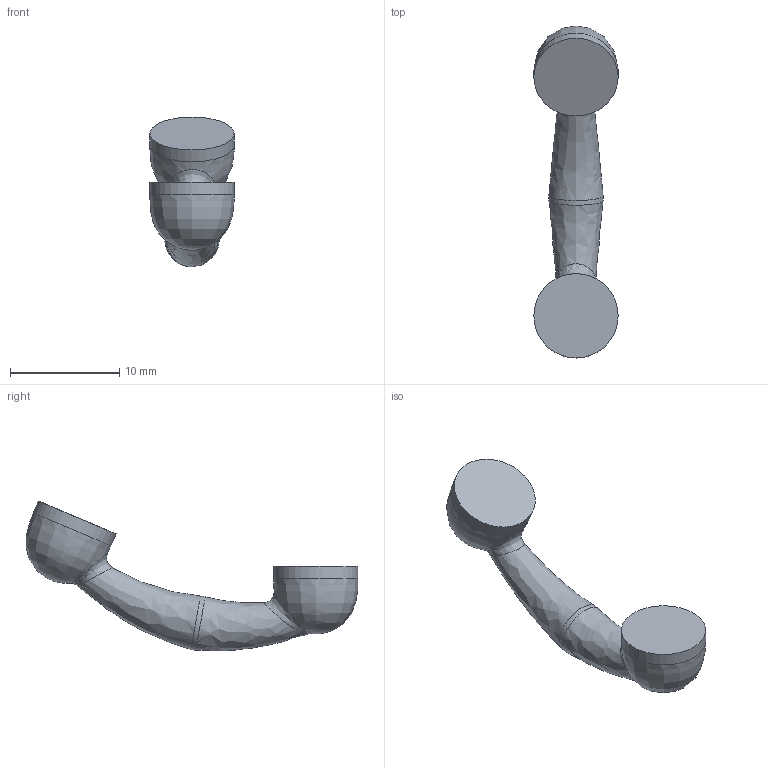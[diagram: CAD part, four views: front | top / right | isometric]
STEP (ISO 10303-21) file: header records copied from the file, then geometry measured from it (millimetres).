
FILE_DESCRIPTION(/* description */ (''),/* implementation_level */ '2;1');
FILE_NAME(/* name */ 'sluchatko v3.step',/* time_stamp */ '2022-10-05T11:22:42+02:00',/* author */ (''),/* organization */ (''),/* preprocessor_version */ 'ST-DEVELOPER v19',/* originating_system */ 'Autodesk Translation Framework v11.7.0.108',/* authorisation */ '');
FILE_SCHEMA (('AUTOMOTIVE_DESIGN { 1 0 10303 214 3 1 1 }'));
Length unit declared in the file: millimetre
Products named in the file (1): sluchatko
Bounding box: 7.7 x 30.33 x 13.7 mm (x, y, z)
Volume: 711.7 mm3; surface area: 621.1 mm2
Topology: 1 solids, 1 shells, 17 faces, 44 edges, 29 vertices
Faces by surface type: bspline 13, cylinder 2, plane 2
Full cylindrical faces by diameter (mm): 7.7 x2
Entity records: 1287 total; most frequent: CARTESIAN_POINT 932, ORIENTED_EDGE 84, EDGE_CURVE 42, DIRECTION 34, VERTEX_POINT 29, B_SPLINE_CURVE_WITH_KNOTS 26, EDGE_LOOP 19, FACE_OUTER_BOUND 17
